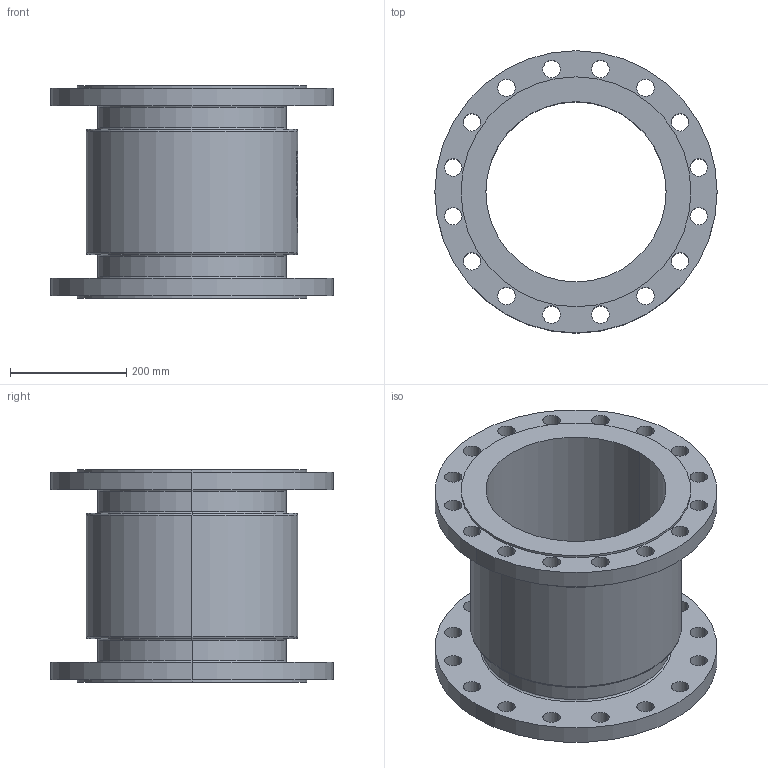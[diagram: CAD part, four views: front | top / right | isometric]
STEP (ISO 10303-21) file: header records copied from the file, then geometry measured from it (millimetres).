
FILE_DESCRIPTION (( 'STEP AP214' ), '1' );
FILE_NAME ('7120000_DN300_PN25_1190558.STEP', '2022-02-24T07:45:16', ( 'axxx' ), ( 'Hewlett-Packard Company' ), 'SwSTEP 2.0', 'SolidWorks 2019', '' );
FILE_SCHEMA (( 'AUTOMOTIVE_DESIGN' ));
Length unit declared in the file: millimetre
Products named in the file (1): 7120000_DN300_PN25_1190558
Bounding box: 485 x 485 x 365 mm (x, y, z)
Volume: 12898114.7 mm3; surface area: 1293966.8 mm2
Topology: 1 solids, 1 shells, 581 faces, 1524 edges, 1012 vertices
Faces by surface type: bspline 241, plane 228, cylinder 100, torus 12
Entity records: 33064 total; most frequent: CARTESIAN_POINT 20108, ORIENTED_EDGE 3048, DIRECTION 1921, EDGE_CURVE 1524, VERTEX_POINT 1012, LINE 761, VECTOR 761, EDGE_LOOP 714
